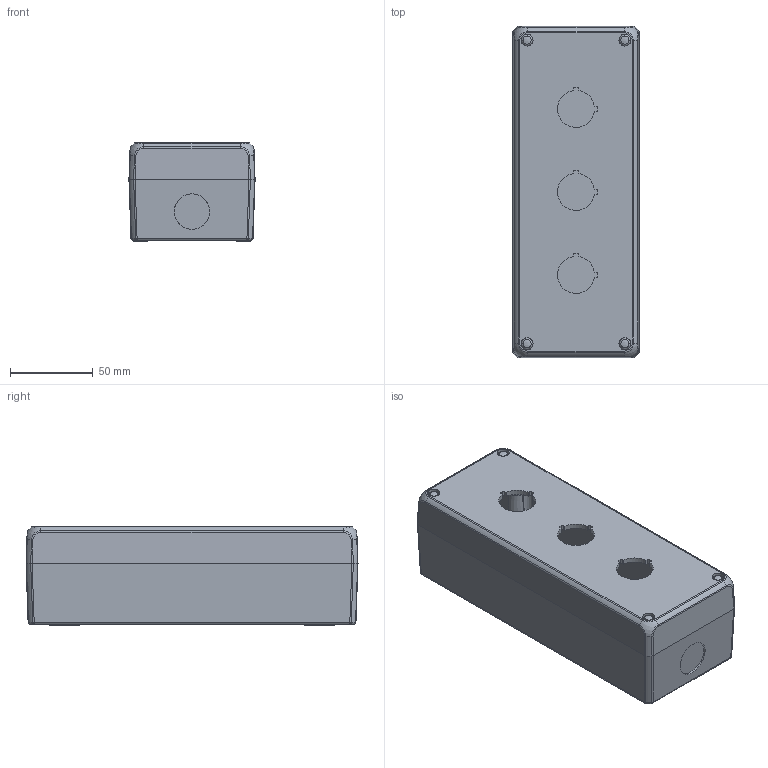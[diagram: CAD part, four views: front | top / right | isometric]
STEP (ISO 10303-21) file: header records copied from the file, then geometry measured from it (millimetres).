
FILE_DESCRIPTION (( 'STEP AP203' ), '1' );
FILE_NAME ('FB3W-311Z_rev0.0.STEP', '2021-09-30T02:33:49', ( '' ), ( '' ), 'SwSTEP 2.0', 'SolidWorks 2019', '' );
FILE_SCHEMA (( 'CONFIG_CONTROL_DESIGN' ));
Length unit declared in the file: millimetre
Products named in the file (3): FB3W-311Z_rev0.0; FB3W-COVER_SCW_rev0.0; FB3-BASE_rev0.0
Assembly tree (2 placements, depth 2):
  FB3W-311Z_rev0.0
    FB3-BASE_rev0.0
    FB3W-COVER_SCW_rev0.0
Bounding box: 76 x 200 x 59.5 mm (x, y, z)
Volume: 211138.6 mm3; surface area: 115456.9 mm2
Topology: 2 solids, 2 shells, 276 faces, 642 edges, 400 vertices
Faces by surface type: cylinder 100, plane 92, cone 32, torus 28, sphere 16, bspline 8
Full cylindrical faces by diameter (mm): 3.6 x8, 4.6 x8, 7.2 x4, 21.3 x2
Entity records: 8179 total; most frequent: CARTESIAN_POINT 1643, DIRECTION 1374, ORIENTED_EDGE 1216, EDGE_CURVE 608, AXIS2_PLACEMENT_3D 541, VERTEX_POINT 400, EDGE_LOOP 346, FACE_OUTER_BOUND 302
